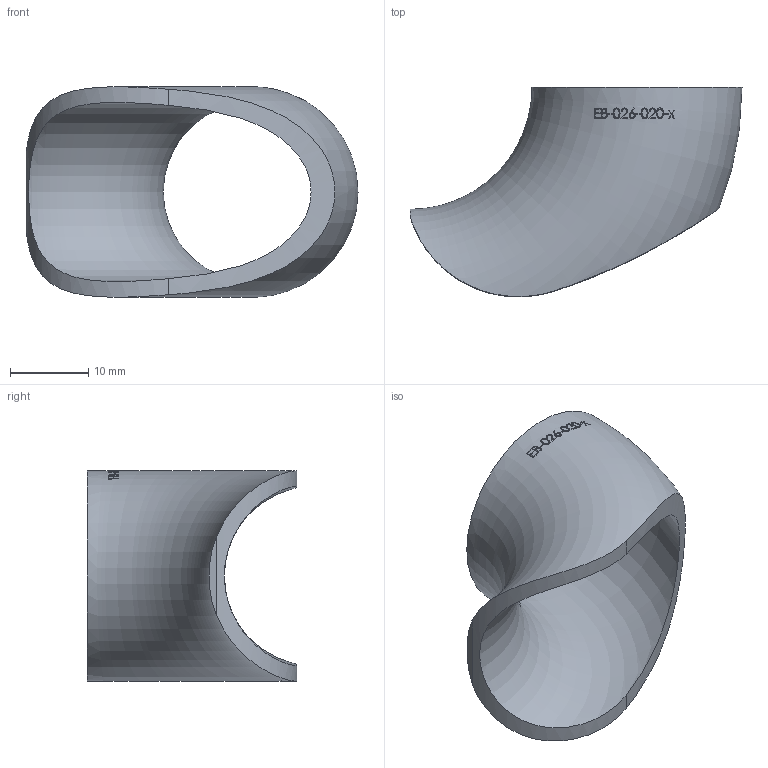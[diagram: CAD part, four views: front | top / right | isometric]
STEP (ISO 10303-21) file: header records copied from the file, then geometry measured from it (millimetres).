
FILE_DESCRIPTION (( 'STEP AP214' ), '1' );
FILE_NAME ('EB-026-020-x Einschweissbogen 2208.STEP', '2022-08-30T08:20:16', ( '' ), ( '' ), 'SwSTEP 2.0', 'SolidWorks 2019', '' );
FILE_SCHEMA (( 'AUTOMOTIVE_DESIGN' ));
Length unit declared in the file: millimetre
Products named in the file (1): EB-026-020-x Einschweissbogen 2208
Bounding box: 42.45 x 26.8 x 26.9 mm (x, y, z)
Volume: 4143.8 mm3; surface area: 4561 mm2
Topology: 1 solids, 1 shells, 141 faces, 378 edges, 256 vertices
Faces by surface type: bspline 118, torus 20, plane 2, cylinder 1
Entity records: 12972 total; most frequent: CARTESIAN_POINT 9074, ORIENTED_EDGE 748, EDGE_CURVE 374, B_SPLINE_CURVE_WITH_KNOTS 369, VERTEX_POINT 254, EDGE_LOOP 162, FACE_OUTER_BOUND 143, ADVANCED_FACE 141
